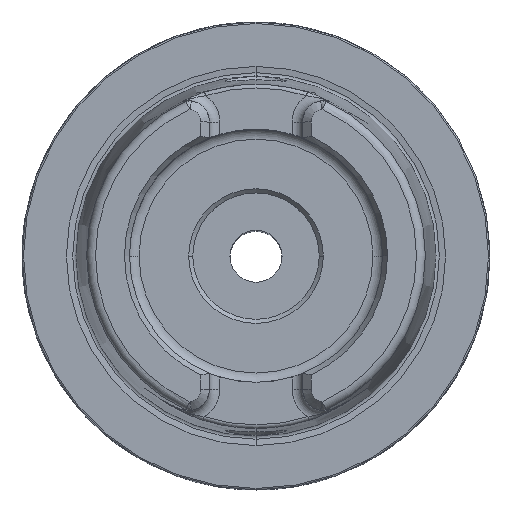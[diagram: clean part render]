
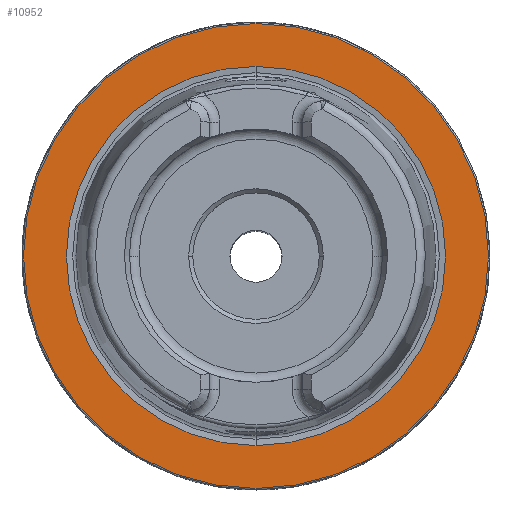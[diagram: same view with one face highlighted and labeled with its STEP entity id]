
A CAD part, top view. The second image highlights one B-rep face of the part: STEP entity #10952.
In plain terms, the highlighted planar face has unit normal (0, 0, 1).
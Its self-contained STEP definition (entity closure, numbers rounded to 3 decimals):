
#156 = CIRCLE ( 'NONE', #4572, 31.27 ) ;
#400 = EDGE_CURVE ( 'NONE', #3123, #5402, #5862, .T. ) ;
#628 = EDGE_LOOP ( 'NONE', ( #10357, #5591 ) ) ;
#1199 = DIRECTION ( 'NONE',  ( 0., 0., 1. ) ) ;
#2107 = CARTESIAN_POINT ( 'NONE',  ( 0., 0., 0. ) ) ;
#2111 = DIRECTION ( 'NONE',  ( 0., 0., -1. ) ) ;
#2123 = DIRECTION ( 'NONE',  ( 0., 1., 0. ) ) ;
#3123 = VERTEX_POINT ( 'NONE', #9281 ) ;
#3142 = CIRCLE ( 'NONE', #3924, 31.27 ) ;
#3403 = AXIS2_PLACEMENT_3D ( 'NONE', #2107, #2111, #2123 ) ;
#3802 = CARTESIAN_POINT ( 'NONE',  ( 0., 0., 0. ) ) ;
#3924 = AXIS2_PLACEMENT_3D ( 'NONE', #3802, #10402, #4743 ) ;
#4107 = CARTESIAN_POINT ( 'NONE',  ( 0., 31.27, 0. ) ) ;
#4572 = AXIS2_PLACEMENT_3D ( 'NONE', #6789, #1199, #7767 ) ;
#4590 = DIRECTION ( 'NONE',  ( 0., 0., 1. ) ) ;
#4733 = CARTESIAN_POINT ( 'NONE',  ( 0., 0., 0. ) ) ;
#4743 = DIRECTION ( 'NONE',  ( 0., -1., 0. ) ) ;
#4794 = FACE_BOUND ( 'NONE', #628, .T. ) ;
#4804 = EDGE_CURVE ( 'NONE', #5192, #9368, #156, .T. ) ;
#5192 = VERTEX_POINT ( 'NONE', #10878 ) ;
#5289 = ORIENTED_EDGE ( 'NONE', *, *, #9694, .T. ) ;
#5338 = AXIS2_PLACEMENT_3D ( 'NONE', #4733, #11337, #5644 ) ;
#5402 = VERTEX_POINT ( 'NONE', #11224 ) ;
#5591 = ORIENTED_EDGE ( 'NONE', *, *, #400, .T. ) ;
#5644 = DIRECTION ( 'NONE',  ( 0., 1., 0. ) ) ;
#5862 = CIRCLE ( 'NONE', #3403, 25.5 ) ;
#6382 = AXIS2_PLACEMENT_3D ( 'NONE', #10244, #4590, #11199 ) ;
#6533 = EDGE_CURVE ( 'NONE', #5402, #3123, #11781, .T. ) ;
#6789 = CARTESIAN_POINT ( 'NONE',  ( 0., 0., 0. ) ) ;
#7767 = DIRECTION ( 'NONE',  ( 0., -1., 0. ) ) ;
#9281 = CARTESIAN_POINT ( 'NONE',  ( 0., 25.5, 0. ) ) ;
#9368 = VERTEX_POINT ( 'NONE', #4107 ) ;
#9694 = EDGE_CURVE ( 'NONE', #9368, #5192, #3142, .T. ) ;
#10032 = ORIENTED_EDGE ( 'NONE', *, *, #4804, .T. ) ;
#10244 = CARTESIAN_POINT ( 'NONE',  ( 0., 31.47, 0. ) ) ;
#10357 = ORIENTED_EDGE ( 'NONE', *, *, #6533, .T. ) ;
#10402 = DIRECTION ( 'NONE',  ( 0., 0., 1. ) ) ;
#10878 = CARTESIAN_POINT ( 'NONE',  ( 0., -31.27, 0. ) ) ;
#10952 = ADVANCED_FACE ( 'NONE', ( #11716, #4794 ), #12075, .T. ) ;
#11199 = DIRECTION ( 'NONE',  ( 0., -1., 0. ) ) ;
#11224 = CARTESIAN_POINT ( 'NONE',  ( 0., -25.5, 0. ) ) ;
#11337 = DIRECTION ( 'NONE',  ( 0., 0., -1. ) ) ;
#11500 = EDGE_LOOP ( 'NONE', ( #10032, #5289 ) ) ;
#11716 = FACE_OUTER_BOUND ( 'NONE', #11500, .T. ) ;
#11781 = CIRCLE ( 'NONE', #5338, 25.5 ) ;
#12075 = PLANE ( 'NONE',  #6382 ) ;
